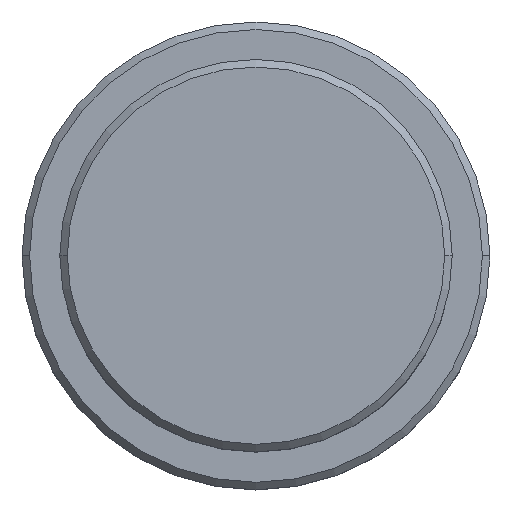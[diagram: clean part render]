
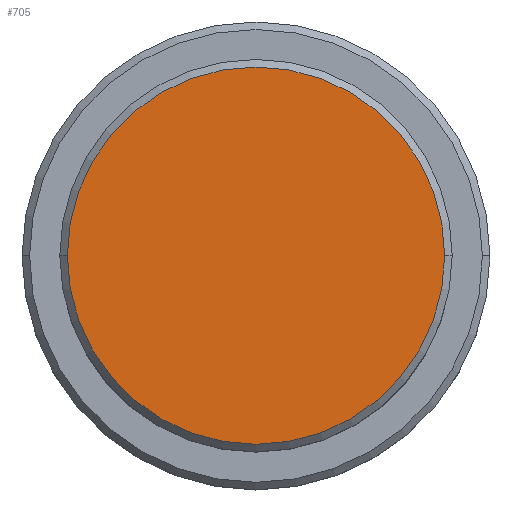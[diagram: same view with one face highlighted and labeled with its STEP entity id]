
A CAD part, top view. The second image highlights one B-rep face of the part: STEP entity #705.
In plain terms, the highlighted planar face has unit normal (0, 0, 1).
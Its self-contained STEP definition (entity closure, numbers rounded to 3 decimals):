
#35 = EDGE_CURVE ( 'NONE', #1376, #637, #667, .T. ) ;
#45 = AXIS2_PLACEMENT_3D ( 'NONE', #523, #518, #200 ) ;
#65 = DIRECTION ( 'NONE',  ( 1., 0., 0. ) ) ;
#154 = CIRCLE ( 'NONE', #226, 12.5 ) ;
#188 = DIRECTION ( 'NONE',  ( 0., 0., 1. ) ) ;
#192 = ORIENTED_EDGE ( 'NONE', *, *, #198, .T. ) ;
#198 = EDGE_CURVE ( 'NONE', #637, #1376, #154, .T. ) ;
#200 = DIRECTION ( 'NONE',  ( 1., 0., 0. ) ) ;
#226 = AXIS2_PLACEMENT_3D ( 'NONE', #556, #665, #652 ) ;
#342 = AXIS2_PLACEMENT_3D ( 'NONE', #1278, #188, #65 ) ;
#518 = DIRECTION ( 'NONE',  ( 0., 0., 1. ) ) ;
#523 = CARTESIAN_POINT ( 'NONE',  ( 0., 0., 0. ) ) ;
#546 = EDGE_LOOP ( 'NONE', ( #192, #1097 ) ) ;
#556 = CARTESIAN_POINT ( 'NONE',  ( 0., 0., 0. ) ) ;
#637 = VERTEX_POINT ( 'NONE', #953 ) ;
#652 = DIRECTION ( 'NONE',  ( 1., 0., 0. ) ) ;
#665 = DIRECTION ( 'NONE',  ( 0., 0., 1. ) ) ;
#667 = CIRCLE ( 'NONE', #342, 12.5 ) ;
#705 = ADVANCED_FACE ( 'NONE', ( #745 ), #1185, .T. ) ;
#721 = CARTESIAN_POINT ( 'NONE',  ( 12.5, 0., 0. ) ) ;
#745 = FACE_OUTER_BOUND ( 'NONE', #546, .T. ) ;
#953 = CARTESIAN_POINT ( 'NONE',  ( -12.5, 0., 0. ) ) ;
#1097 = ORIENTED_EDGE ( 'NONE', *, *, #35, .T. ) ;
#1185 = PLANE ( 'NONE',  #45 ) ;
#1278 = CARTESIAN_POINT ( 'NONE',  ( 0., 0., 0. ) ) ;
#1376 = VERTEX_POINT ( 'NONE', #721 ) ;
